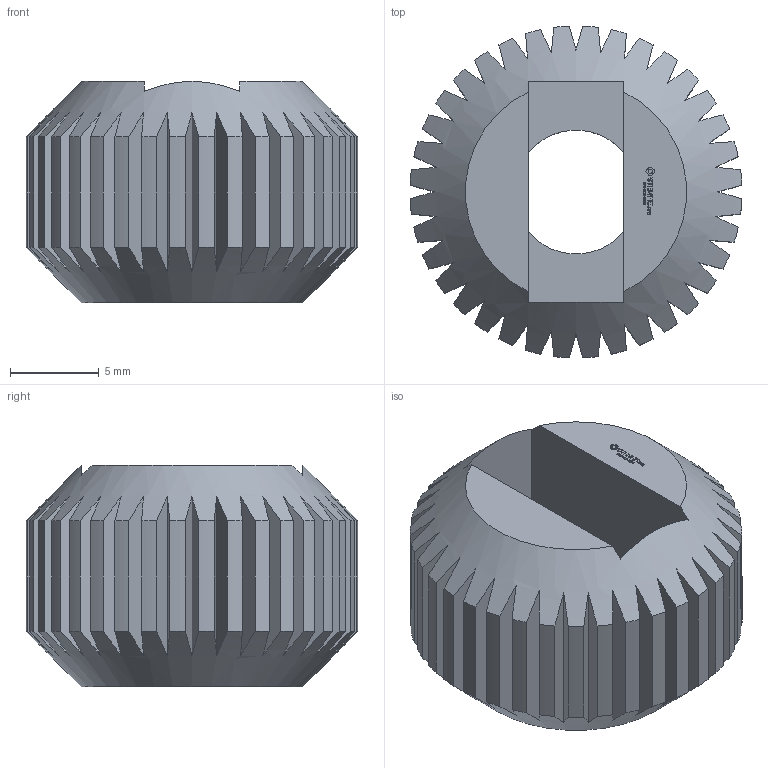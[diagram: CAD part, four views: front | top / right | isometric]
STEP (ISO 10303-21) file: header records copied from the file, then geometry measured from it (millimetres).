
FILE_DESCRIPTION(('FreeCAD Model'),'2;1');
FILE_NAME('Open CASCADE Shape Model','2023-11-16T00:32:28',(''),(''), 'Open CASCADE STEP processor 7.6','FreeCAD','Unknown');
FILE_SCHEMA(('AUTOMOTIVE_DESIGN { 1 0 10303 214 1 1 1 1 }'));
Length unit declared in the file: millimetre
Products named in the file (1): Knob KNR BVD SCR ISR BU01.50x01.00 - SPN-KNB-0001 (stemfie.org)
Bounding box: 18.73 x 18.73 x 12.5 mm (x, y, z)
Volume: 2066.2 mm3; surface area: 1930.5 mm2
Topology: 1 solids, 1 shells, 586 faces, 1651 edges, 1099 vertices
Faces by surface type: plane 394, extrusion 150, cylinder 38, cone 4
Entity records: 41019 total; most frequent: CARTESIAN_POINT 8935, DIRECTION 5456, VECTOR 3947, LINE 3797, ORIENTED_EDGE 3302, PCURVE 3302, DEFINITIONAL_REPRESENTATION 3302, EDGE_CURVE 1651
